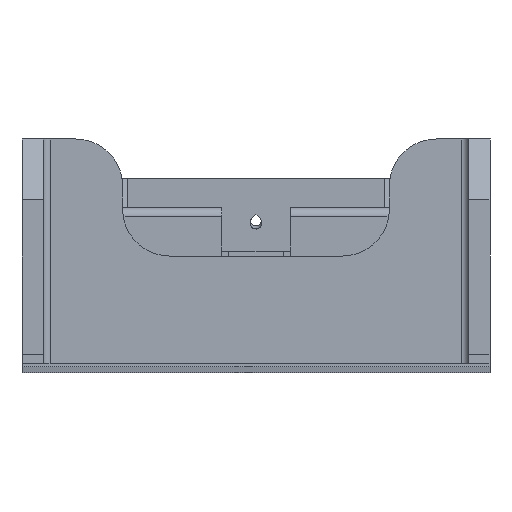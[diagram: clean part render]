
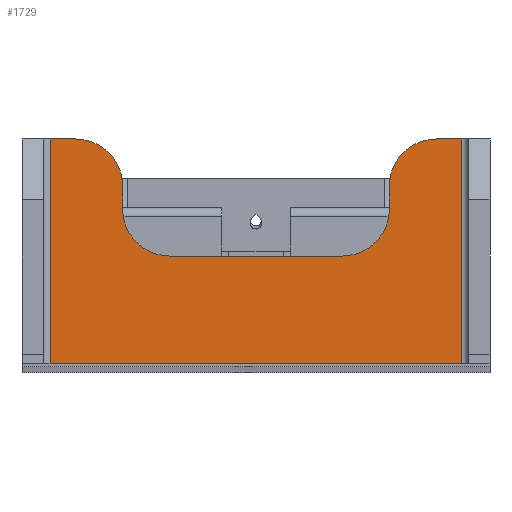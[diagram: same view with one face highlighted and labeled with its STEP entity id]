
A CAD part, front view. The second image highlights one B-rep face of the part: STEP entity #1729.
In plain terms, the highlighted planar face has unit normal (0, -1, 0).
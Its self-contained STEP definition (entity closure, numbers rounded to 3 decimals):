
#37=PLANE('',#1853);
#107=FACE_OUTER_BOUND('',#194,.T.);
#194=EDGE_LOOP('',(#1271,#1272,#1273,#1274,#1275,#1276,#1277,#1278,#1279,
#1280,#1281,#1282));
#302=CIRCLE('',#1854,10.);
#303=CIRCLE('',#1855,10.);
#304=CIRCLE('',#1856,10.);
#305=CIRCLE('',#1857,10.);
#380=LINE('',#2594,#583);
#382=LINE('',#2600,#585);
#383=LINE('',#2602,#586);
#384=LINE('',#2604,#587);
#385=LINE('',#2608,#588);
#386=LINE('',#2612,#589);
#387=LINE('',#2616,#590);
#388=LINE('',#2619,#591);
#583=VECTOR('',#2090,10.);
#585=VECTOR('',#2096,10.);
#586=VECTOR('',#2097,10.);
#587=VECTOR('',#2098,10.);
#588=VECTOR('',#2101,10.);
#589=VECTOR('',#2104,10.);
#590=VECTOR('',#2107,10.);
#591=VECTOR('',#2110,10.);
#788=VERTEX_POINT('',#2590);
#790=VERTEX_POINT('',#2593);
#792=VERTEX_POINT('',#2599);
#793=VERTEX_POINT('',#2601);
#794=VERTEX_POINT('',#2603);
#795=VERTEX_POINT('',#2605);
#796=VERTEX_POINT('',#2607);
#797=VERTEX_POINT('',#2609);
#798=VERTEX_POINT('',#2611);
#799=VERTEX_POINT('',#2613);
#800=VERTEX_POINT('',#2615);
#801=VERTEX_POINT('',#2617);
#978=EDGE_CURVE('',#788,#790,#380,.T.);
#981=EDGE_CURVE('',#792,#788,#382,.T.);
#982=EDGE_CURVE('',#793,#792,#383,.T.);
#983=EDGE_CURVE('',#794,#793,#384,.T.);
#984=EDGE_CURVE('',#795,#794,#302,.T.);
#985=EDGE_CURVE('',#795,#796,#385,.T.);
#986=EDGE_CURVE('',#797,#796,#303,.T.);
#987=EDGE_CURVE('',#797,#798,#386,.T.);
#988=EDGE_CURVE('',#799,#798,#304,.T.);
#989=EDGE_CURVE('',#799,#800,#387,.T.);
#990=EDGE_CURVE('',#801,#800,#305,.T.);
#991=EDGE_CURVE('',#790,#801,#388,.T.);
#1271=ORIENTED_EDGE('',*,*,#978,.F.);
#1272=ORIENTED_EDGE('',*,*,#981,.F.);
#1273=ORIENTED_EDGE('',*,*,#982,.F.);
#1274=ORIENTED_EDGE('',*,*,#983,.F.);
#1275=ORIENTED_EDGE('',*,*,#984,.F.);
#1276=ORIENTED_EDGE('',*,*,#985,.T.);
#1277=ORIENTED_EDGE('',*,*,#986,.F.);
#1278=ORIENTED_EDGE('',*,*,#987,.T.);
#1279=ORIENTED_EDGE('',*,*,#988,.F.);
#1280=ORIENTED_EDGE('',*,*,#989,.T.);
#1281=ORIENTED_EDGE('',*,*,#990,.F.);
#1282=ORIENTED_EDGE('',*,*,#991,.F.);
#1729=ADVANCED_FACE('',(#107),#37,.T.);
#1853=AXIS2_PLACEMENT_3D('',#2598,#2094,#2095);
#1854=AXIS2_PLACEMENT_3D('',#2606,#2099,#2100);
#1855=AXIS2_PLACEMENT_3D('',#2610,#2102,#2103);
#1856=AXIS2_PLACEMENT_3D('',#2614,#2105,#2106);
#1857=AXIS2_PLACEMENT_3D('',#2618,#2108,#2109);
#2090=DIRECTION('',(0.,0.,1.));
#2094=DIRECTION('center_axis',(0.,-1.,0.));
#2095=DIRECTION('ref_axis',(1.,0.,0.));
#2096=DIRECTION('',(-1.,0.,0.));
#2097=DIRECTION('',(0.,0.,-1.));
#2098=DIRECTION('',(1.,0.,0.));
#2099=DIRECTION('center_axis',(0.,1.,0.));
#2100=DIRECTION('ref_axis',(-0.707,0.,0.707));
#2101=DIRECTION('',(0.,0.,-1.));
#2102=DIRECTION('center_axis',(0.,-1.,0.));
#2103=DIRECTION('ref_axis',(0.707,0.,-0.707));
#2104=DIRECTION('',(-1.,0.,0.));
#2105=DIRECTION('center_axis',(0.,-1.,0.));
#2106=DIRECTION('ref_axis',(-0.707,0.,-0.707));
#2107=DIRECTION('',(0.,0.,1.));
#2108=DIRECTION('center_axis',(0.,1.,0.));
#2109=DIRECTION('ref_axis',(0.707,0.,0.707));
#2110=DIRECTION('',(1.,0.,0.));
#2590=CARTESIAN_POINT('',(-44.,-9.,2.));
#2593=CARTESIAN_POINT('',(-44.,-9.,50.));
#2594=CARTESIAN_POINT('',(-44.,-9.,0.));
#2598=CARTESIAN_POINT('Origin',(-45.5,-9.,0.));
#2599=CARTESIAN_POINT('',(44.,-9.,2.));
#2600=CARTESIAN_POINT('',(-22.75,-9.,2.));
#2601=CARTESIAN_POINT('',(44.,-9.,50.));
#2602=CARTESIAN_POINT('',(44.,-9.,0.));
#2603=CARTESIAN_POINT('',(38.5,-9.,50.));
#2604=CARTESIAN_POINT('',(-45.5,-9.,50.));
#2605=CARTESIAN_POINT('',(28.5,-9.,40.));
#2606=CARTESIAN_POINT('Origin',(38.5,-9.,40.));
#2607=CARTESIAN_POINT('',(28.5,-9.,35.));
#2608=CARTESIAN_POINT('',(28.5,-9.,25.));
#2609=CARTESIAN_POINT('',(18.5,-9.,25.));
#2610=CARTESIAN_POINT('Origin',(18.5,-9.,35.));
#2611=CARTESIAN_POINT('',(-18.5,-9.,25.));
#2612=CARTESIAN_POINT('',(-8.5,-9.,25.));
#2613=CARTESIAN_POINT('',(-28.5,-9.,35.));
#2614=CARTESIAN_POINT('Origin',(-18.5,-9.,35.));
#2615=CARTESIAN_POINT('',(-28.5,-9.,40.));
#2616=CARTESIAN_POINT('',(-28.5,-9.,12.5));
#2617=CARTESIAN_POINT('',(-38.5,-9.,50.));
#2618=CARTESIAN_POINT('Origin',(-38.5,-9.,40.));
#2619=CARTESIAN_POINT('',(-45.5,-9.,50.));
